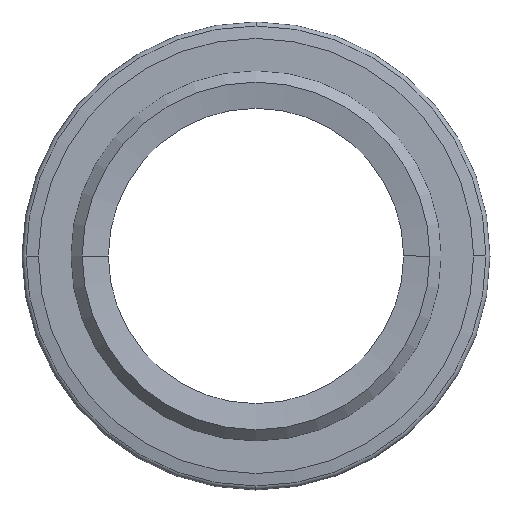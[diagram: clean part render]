
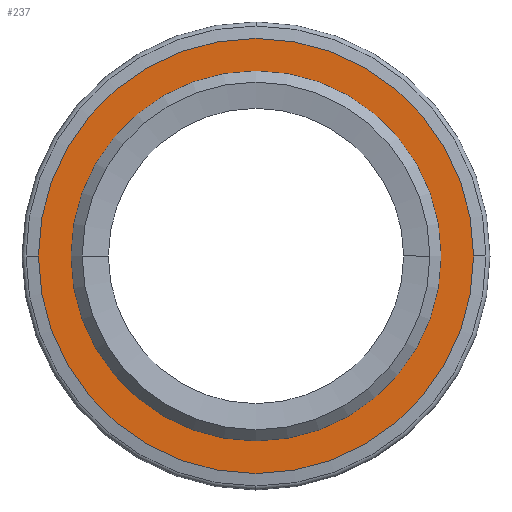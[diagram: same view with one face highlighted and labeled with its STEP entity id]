
A CAD part, left-side view. The second image highlights one B-rep face of the part: STEP entity #237.
In plain terms, the highlighted planar face has unit normal (-1, 0, 0).
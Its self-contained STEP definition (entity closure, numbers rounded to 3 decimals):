
#6 = AXIS2_PLACEMENT_3D ( 'NONE', #476, #124, #18 ) ;
#17 = DIRECTION ( 'NONE',  ( -1., 0., 0. ) ) ;
#18 = DIRECTION ( 'NONE',  ( 0., 1., 0. ) ) ;
#21 = EDGE_CURVE ( 'NONE', #304, #460, #265, .T. ) ;
#22 = DIRECTION ( 'NONE',  ( 0., 1., 0. ) ) ;
#82 = VERTEX_POINT ( 'NONE', #538 ) ;
#115 = ORIENTED_EDGE ( 'NONE', *, *, #21, .F. ) ;
#124 = DIRECTION ( 'NONE',  ( -1., 0., 0. ) ) ;
#151 = CIRCLE ( 'NONE', #6, 11.396 ) ;
#192 = PLANE ( 'NONE',  #238 ) ;
#197 = EDGE_LOOP ( 'NONE', ( #471, #250 ) ) ;
#200 = DIRECTION ( 'NONE',  ( -1., 0., 0. ) ) ;
#206 = CARTESIAN_POINT ( 'NONE',  ( 8.49, 13.403, 0. ) ) ;
#219 = DIRECTION ( 'NONE',  ( -1., 0., 0. ) ) ;
#226 = DIRECTION ( 'NONE',  ( 0., 1., 0. ) ) ;
#237 = ADVANCED_FACE ( 'NONE', ( #347, #290 ), #192, .T. ) ;
#238 = AXIS2_PLACEMENT_3D ( 'NONE', #439, #389, #22 ) ;
#239 = CIRCLE ( 'NONE', #478, 13.403 ) ;
#250 = ORIENTED_EDGE ( 'NONE', *, *, #603, .T. ) ;
#265 = CIRCLE ( 'NONE', #404, 11.396 ) ;
#280 = VERTEX_POINT ( 'NONE', #206 ) ;
#290 = FACE_BOUND ( 'NONE', #596, .T. ) ;
#304 = VERTEX_POINT ( 'NONE', #310 ) ;
#310 = CARTESIAN_POINT ( 'NONE',  ( 8.49, 11.396, 0. ) ) ;
#324 = CARTESIAN_POINT ( 'NONE',  ( 8.49, 0., 0. ) ) ;
#347 = FACE_OUTER_BOUND ( 'NONE', #197, .T. ) ;
#359 = EDGE_CURVE ( 'NONE', #280, #82, #239, .T. ) ;
#364 = CARTESIAN_POINT ( 'NONE',  ( 8.49, 0., 0. ) ) ;
#389 = DIRECTION ( 'NONE',  ( -1., 0., 0. ) ) ;
#392 = CARTESIAN_POINT ( 'NONE',  ( 8.49, -11.396, 0. ) ) ;
#404 = AXIS2_PLACEMENT_3D ( 'NONE', #324, #17, #226 ) ;
#439 = CARTESIAN_POINT ( 'NONE',  ( 8.49, 12.399, 0. ) ) ;
#460 = VERTEX_POINT ( 'NONE', #392 ) ;
#471 = ORIENTED_EDGE ( 'NONE', *, *, #359, .T. ) ;
#476 = CARTESIAN_POINT ( 'NONE',  ( 8.49, 0., 0. ) ) ;
#478 = AXIS2_PLACEMENT_3D ( 'NONE', #670, #200, #612 ) ;
#522 = AXIS2_PLACEMENT_3D ( 'NONE', #364, #219, #528 ) ;
#528 = DIRECTION ( 'NONE',  ( 0., 1., 0. ) ) ;
#538 = CARTESIAN_POINT ( 'NONE',  ( 8.49, -13.403, 0. ) ) ;
#596 = EDGE_LOOP ( 'NONE', ( #115, #661 ) ) ;
#599 = CIRCLE ( 'NONE', #522, 13.403 ) ;
#603 = EDGE_CURVE ( 'NONE', #82, #280, #599, .T. ) ;
#612 = DIRECTION ( 'NONE',  ( 0., 1., 0. ) ) ;
#622 = EDGE_CURVE ( 'NONE', #460, #304, #151, .T. ) ;
#661 = ORIENTED_EDGE ( 'NONE', *, *, #622, .F. ) ;
#670 = CARTESIAN_POINT ( 'NONE',  ( 8.49, 0., 0. ) ) ;
